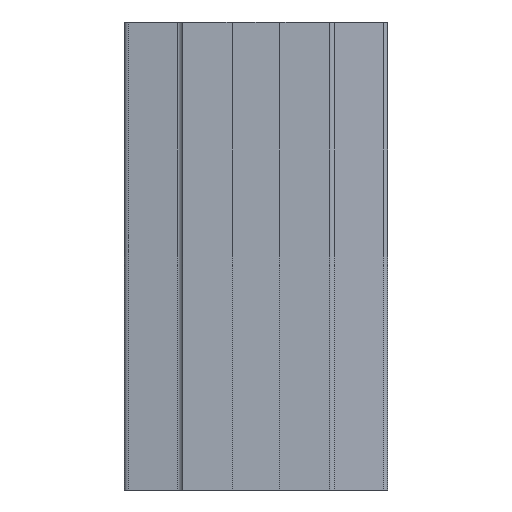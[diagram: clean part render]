
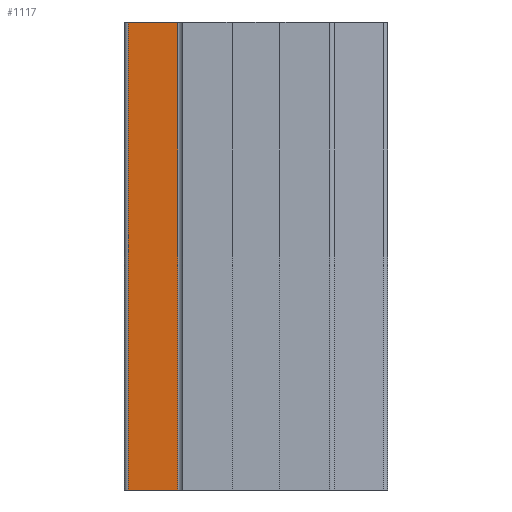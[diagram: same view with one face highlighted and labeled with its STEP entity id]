
A CAD part, front view. The second image highlights one B-rep face of the part: STEP entity #1117.
In plain terms, the highlighted planar face has unit normal (-0.09, -0.996, 0).
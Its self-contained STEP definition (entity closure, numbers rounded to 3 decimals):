
#71 = ORIENTED_EDGE ( 'NONE', *, *, #1265, .F. ) ;
#135 = VERTEX_POINT ( 'NONE', #5072 ) ;
#138 = VERTEX_POINT ( 'NONE', #4435 ) ;
#465 = ORIENTED_EDGE ( 'NONE', *, *, #2230, .F. ) ;
#509 = VECTOR ( 'NONE', #2727, 1000. ) ;
#790 = LINE ( 'NONE', #4299, #6115 ) ;
#843 = ORIENTED_EDGE ( 'NONE', *, *, #5692, .T. ) ;
#1117 = ADVANCED_FACE ( 'NONE', ( #1661 ), #4323, .F. ) ;
#1265 = EDGE_CURVE ( 'NONE', #7414, #3795, #1761, .T. ) ;
#1661 = FACE_OUTER_BOUND ( 'NONE', #5137, .T. ) ;
#1761 = LINE ( 'NONE', #2093, #509 ) ;
#1917 = AXIS2_PLACEMENT_3D ( 'NONE', #6989, #3262, #4547 ) ;
#2093 = CARTESIAN_POINT ( 'NONE',  ( -21.85, -78.15, 40. ) ) ;
#2230 = EDGE_CURVE ( 'NONE', #3795, #135, #6777, .T. ) ;
#2446 = DIRECTION ( 'NONE',  ( 0., 0., -1. ) ) ;
#2727 = DIRECTION ( 'NONE',  ( 0.996, -0.091, 0. ) ) ;
#3262 = DIRECTION ( 'NONE',  ( 0.091, 0.996, 0. ) ) ;
#3546 = VECTOR ( 'NONE', #6434, 1000. ) ;
#3645 = CARTESIAN_POINT ( 'NONE',  ( -13.409, -78.917, 40. ) ) ;
#3795 = VERTEX_POINT ( 'NONE', #4966 ) ;
#4299 = CARTESIAN_POINT ( 'NONE',  ( -21.85, -78.15, 40. ) ) ;
#4323 = PLANE ( 'NONE',  #1917 ) ;
#4395 = ORIENTED_EDGE ( 'NONE', *, *, #4509, .T. ) ;
#4435 = CARTESIAN_POINT ( 'NONE',  ( -21.85, -78.15, -40. ) ) ;
#4509 = EDGE_CURVE ( 'NONE', #7414, #138, #790, .T. ) ;
#4547 = DIRECTION ( 'NONE',  ( -0.996, 0.091, 0. ) ) ;
#4966 = CARTESIAN_POINT ( 'NONE',  ( -13.409, -78.917, 40. ) ) ;
#5072 = CARTESIAN_POINT ( 'NONE',  ( -13.409, -78.917, -40. ) ) ;
#5137 = EDGE_LOOP ( 'NONE', ( #843, #465, #71, #4395 ) ) ;
#5692 = EDGE_CURVE ( 'NONE', #138, #135, #6267, .T. ) ;
#5806 = CARTESIAN_POINT ( 'NONE',  ( -21.85, -78.15, -40. ) ) ;
#5991 = VECTOR ( 'NONE', #2446, 1000. ) ;
#6115 = VECTOR ( 'NONE', #6173, 1000. ) ;
#6138 = CARTESIAN_POINT ( 'NONE',  ( -21.85, -78.15, 40. ) ) ;
#6173 = DIRECTION ( 'NONE',  ( 0., 0., -1. ) ) ;
#6267 = LINE ( 'NONE', #5806, #3546 ) ;
#6434 = DIRECTION ( 'NONE',  ( 0.996, -0.091, 0. ) ) ;
#6777 = LINE ( 'NONE', #3645, #5991 ) ;
#6989 = CARTESIAN_POINT ( 'NONE',  ( -21.85, -78.15, 40. ) ) ;
#7414 = VERTEX_POINT ( 'NONE', #6138 ) ;
